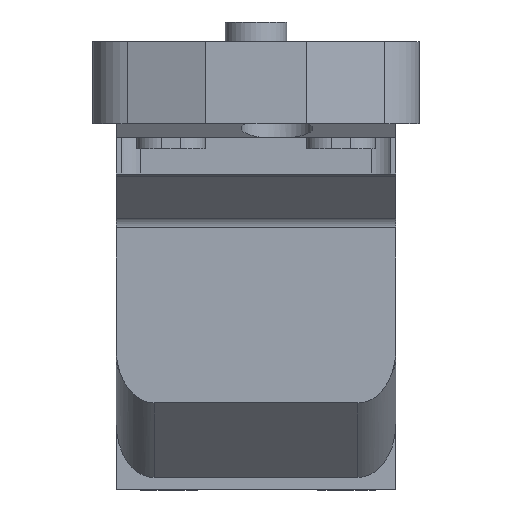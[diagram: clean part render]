
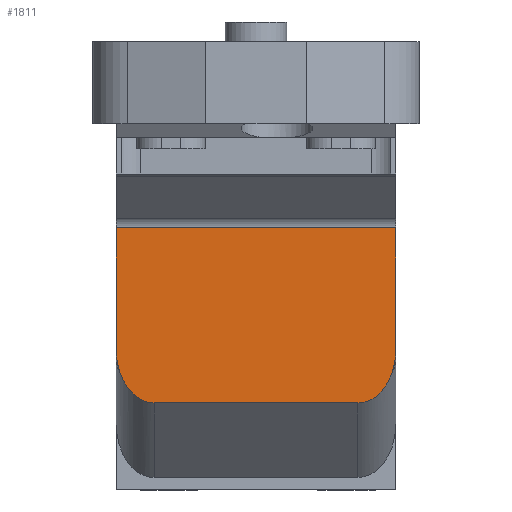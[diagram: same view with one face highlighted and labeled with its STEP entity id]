
A CAD part, front view. The second image highlights one B-rep face of the part: STEP entity #1811.
In plain terms, the highlighted planar face has unit normal (0, -1, 0).
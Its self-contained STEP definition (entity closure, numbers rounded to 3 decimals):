
#44=ELLIPSE('',#1926,4.243,3.);
#46=ELLIPSE('',#1938,4.243,3.);
#106=LINE('',#2751,#268);
#119=LINE('',#2780,#281);
#128=LINE('',#2811,#290);
#129=LINE('',#2812,#291);
#268=VECTOR('',#2160,10.);
#281=VECTOR('',#2179,10.);
#290=VECTOR('',#2200,10.);
#291=VECTOR('',#2201,10.);
#426=PLANE('',#1937);
#485=FACE_OUTER_BOUND('',#586,.T.);
#586=EDGE_LOOP('',(#1303,#1304,#1305,#1306,#1307,#1308,#1309,#1310));
#800=B_SPLINE_CURVE_WITH_KNOTS('',3,(#2710,#2711,#2712,#2713,#2714,#2715),
 .UNSPECIFIED.,.F.,.F.,(4,2,4),(1.829,1.921,2.007),
 .UNSPECIFIED.);
#801=B_SPLINE_CURVE_WITH_KNOTS('',3,(#2801,#2802,#2803,#2804,#2805,#2806),
 .UNSPECIFIED.,.F.,.F.,(4,2,4),(1.829,1.921,2.007),
 .UNSPECIFIED.);
#802=VERTEX_POINT('',#2708);
#803=VERTEX_POINT('',#2709);
#814=VERTEX_POINT('',#2739);
#815=VERTEX_POINT('',#2740);
#819=VERTEX_POINT('',#2750);
#832=VERTEX_POINT('',#2779);
#841=VERTEX_POINT('',#2800);
#842=VERTEX_POINT('',#2810);
#983=EDGE_CURVE('',#802,#803,#800,.T.);
#995=EDGE_CURVE('',#814,#815,#44,.T.);
#1000=EDGE_CURVE('',#819,#814,#106,.T.);
#1014=EDGE_CURVE('',#802,#832,#119,.T.);
#1025=EDGE_CURVE('',#841,#815,#801,.T.);
#1027=EDGE_CURVE('',#803,#819,#46,.T.);
#1028=EDGE_CURVE('',#842,#841,#128,.T.);
#1029=EDGE_CURVE('',#832,#842,#129,.T.);
#1303=ORIENTED_EDGE('',*,*,#1027,.T.);
#1304=ORIENTED_EDGE('',*,*,#1000,.T.);
#1305=ORIENTED_EDGE('',*,*,#995,.T.);
#1306=ORIENTED_EDGE('',*,*,#1025,.F.);
#1307=ORIENTED_EDGE('',*,*,#1028,.F.);
#1308=ORIENTED_EDGE('',*,*,#1029,.F.);
#1309=ORIENTED_EDGE('',*,*,#1014,.F.);
#1310=ORIENTED_EDGE('',*,*,#983,.T.);
#1811=ADVANCED_FACE('',(#485),#426,.F.);
#1926=AXIS2_PLACEMENT_3D('',#2741,#2150,#2151);
#1937=AXIS2_PLACEMENT_3D('',#2808,#2196,#2197);
#1938=AXIS2_PLACEMENT_3D('',#2809,#2198,#2199);
#2150=DIRECTION('center_axis',(0.,-1.,0.));
#2151=DIRECTION('ref_axis',(0.,0.,
-1.));
#2160=DIRECTION('',(1.,0.,0.));
#2179=DIRECTION('',(0.,0.,1.));
#2196=DIRECTION('center_axis',(0.,1.,0.));
#2197=DIRECTION('ref_axis',(0.,0.,
1.));
#2198=DIRECTION('center_axis',(0.,-1.,0.));
#2199=DIRECTION('ref_axis',(0.,0.,
-1.));
#2200=DIRECTION('',(0.,0.,-1.));
#2201=DIRECTION('',(1.,0.,0.));
#2708=CARTESIAN_POINT('',(-11.018,50.95,-36.2));
#2709=CARTESIAN_POINT('',(-10.738,50.95,-38.063));
#2710=CARTESIAN_POINT('Ctrl Pts',(-11.018,50.95,-36.2));
#2711=CARTESIAN_POINT('Ctrl Pts',(-11.018,50.95,-36.507));
#2712=CARTESIAN_POINT('Ctrl Pts',(-10.997,50.95,-36.844));
#2713=CARTESIAN_POINT('Ctrl Pts',(-10.9,50.95,-37.484));
#2714=CARTESIAN_POINT('Ctrl Pts',(-10.828,50.95,-37.788));
#2715=CARTESIAN_POINT('Ctrl Pts',(-10.738,50.95,-38.063));
#2739=CARTESIAN_POINT('',(8.182,50.95,-40.515));
#2740=CARTESIAN_POINT('',(10.902,50.95,-38.063));
#2741=CARTESIAN_POINT('Origin',(8.182,50.95,-36.272));
#2750=CARTESIAN_POINT('',(-8.018,50.95,-40.515));
#2751=CARTESIAN_POINT('',(-6.051,50.95,-40.515));
#2779=CARTESIAN_POINT('',(-11.018,50.95,-26.604));
#2780=CARTESIAN_POINT('',(-11.018,50.95,-25.899));
#2800=CARTESIAN_POINT('',(11.182,50.95,-36.2));
#2801=CARTESIAN_POINT('Ctrl Pts',(11.182,50.95,-36.2));
#2802=CARTESIAN_POINT('Ctrl Pts',(11.182,50.95,-36.507));
#2803=CARTESIAN_POINT('Ctrl Pts',(11.161,50.95,-36.844));
#2804=CARTESIAN_POINT('Ctrl Pts',(11.064,50.95,-37.484));
#2805=CARTESIAN_POINT('Ctrl Pts',(10.992,50.95,-37.788));
#2806=CARTESIAN_POINT('Ctrl Pts',(10.902,50.95,-38.063));
#2808=CARTESIAN_POINT('Origin',(-11.018,50.95,-34.729));
#2809=CARTESIAN_POINT('Origin',(-8.018,50.95,-36.272));
#2810=CARTESIAN_POINT('',(11.182,50.95,-26.604));
#2811=CARTESIAN_POINT('',(11.182,50.95,-25.899));
#2812=CARTESIAN_POINT('',(-11.018,50.95,-26.604));
